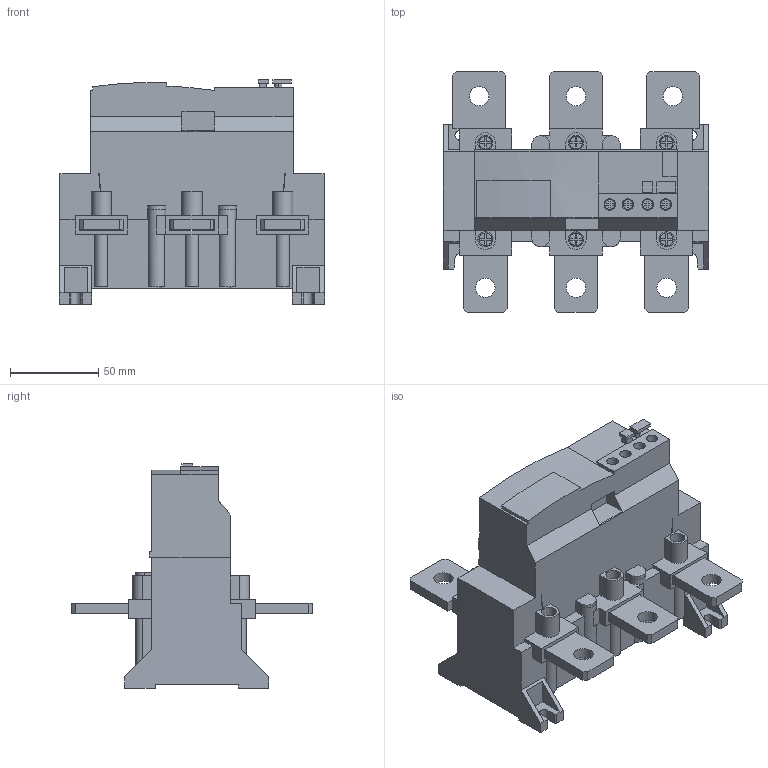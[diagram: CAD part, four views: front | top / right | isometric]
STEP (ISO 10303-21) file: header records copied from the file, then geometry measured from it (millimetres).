
FILE_DESCRIPTION(('STEP AP214'),'1');
FILE_NAME(' ',' ',('TraceParts'),('TraceParts S.A.'),'XStep 1.0',' ',' ');
FILE_SCHEMA(('automotive_design'));
Length unit declared in the file: millimetre
Products named in the file (1): LR9F79-81_S_SW0001
Bounding box: 150.6 x 136.8 x 127.55 mm (x, y, z)
Volume: 671944.7 mm3; surface area: 128077 mm2
Topology: 1 solids, 3 shells, 574 faces, 1607 edges, 1061 vertices
Faces by surface type: plane 476, cylinder 98
Entity records: 18409 total; most frequent: CARTESIAN_POINT 3258, ORIENTED_EDGE 3214, DIRECTION 3063, EDGE_CURVE 1607, LINE 1297, VECTOR 1297, VERTEX_POINT 1061, AXIS2_PLACEMENT_3D 883
